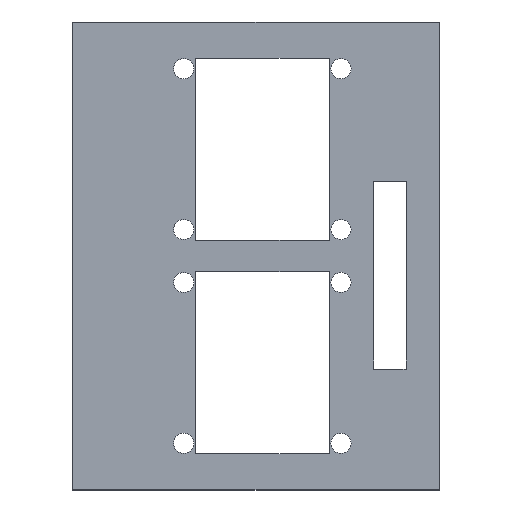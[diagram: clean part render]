
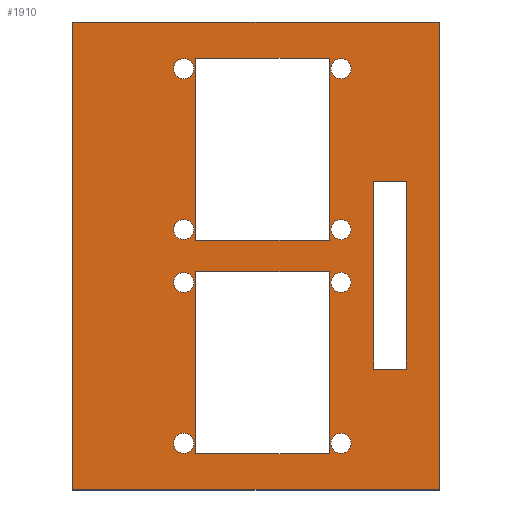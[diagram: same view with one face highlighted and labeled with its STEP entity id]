
A CAD part, top view. The second image highlights one B-rep face of the part: STEP entity #1910.
In plain terms, the highlighted planar face has unit normal (0, 0, 1).
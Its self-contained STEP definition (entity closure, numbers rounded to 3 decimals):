
#47=CIRCLE('',#2023,1.5);
#48=CIRCLE('',#2024,1.5);
#49=CIRCLE('',#2025,1.5);
#50=CIRCLE('',#2026,1.5);
#51=CIRCLE('',#2027,1.5);
#52=CIRCLE('',#2028,1.5);
#53=CIRCLE('',#2029,1.5);
#54=CIRCLE('',#2030,1.5);
#75=FACE_BOUND('',#212,.T.);
#76=FACE_BOUND('',#213,.T.);
#77=FACE_BOUND('',#214,.T.);
#78=FACE_BOUND('',#215,.T.);
#79=FACE_BOUND('',#216,.T.);
#80=FACE_BOUND('',#217,.T.);
#81=FACE_BOUND('',#218,.T.);
#82=FACE_BOUND('',#219,.T.);
#83=FACE_BOUND('',#220,.T.);
#84=FACE_BOUND('',#221,.T.);
#85=FACE_BOUND('',#222,.T.);
#100=FACE_OUTER_BOUND('',#211,.T.);
#211=EDGE_LOOP('',(#1363,#1364,#1365,#1366));
#212=EDGE_LOOP('',(#1367,#1368,#1369,#1370));
#213=EDGE_LOOP('',(#1371,#1372,#1373,#1374));
#214=EDGE_LOOP('',(#1375,#1376,#1377,#1378));
#215=EDGE_LOOP('',(#1379));
#216=EDGE_LOOP('',(#1380));
#217=EDGE_LOOP('',(#1381));
#218=EDGE_LOOP('',(#1382));
#219=EDGE_LOOP('',(#1383));
#220=EDGE_LOOP('',(#1384));
#221=EDGE_LOOP('',(#1385));
#222=EDGE_LOOP('',(#1386));
#329=LINE('',#2682,#576);
#331=LINE('',#2686,#578);
#337=LINE('',#2699,#584);
#345=LINE('',#2713,#592);
#374=LINE('',#2788,#621);
#377=LINE('',#2794,#624);
#378=LINE('',#2796,#625);
#379=LINE('',#2798,#626);
#380=LINE('',#2799,#627);
#381=LINE('',#2801,#628);
#382=LINE('',#2803,#629);
#383=LINE('',#2804,#630);
#384=LINE('',#2807,#631);
#385=LINE('',#2809,#632);
#386=LINE('',#2811,#633);
#387=LINE('',#2812,#634);
#576=VECTOR('',#2160,10.);
#578=VECTOR('',#2164,10.);
#584=VECTOR('',#2174,10.);
#592=VECTOR('',#2186,10.);
#621=VECTOR('',#2241,10.);
#624=VECTOR('',#2246,10.);
#625=VECTOR('',#2247,10.);
#626=VECTOR('',#2248,10.);
#627=VECTOR('',#2249,10.);
#628=VECTOR('',#2250,10.);
#629=VECTOR('',#2251,10.);
#630=VECTOR('',#2252,10.);
#631=VECTOR('',#2253,10.);
#632=VECTOR('',#2254,10.);
#633=VECTOR('',#2255,10.);
#634=VECTOR('',#2256,10.);
#820=VERTEX_POINT('',#2679);
#821=VERTEX_POINT('',#2681);
#822=VERTEX_POINT('',#2685);
#827=VERTEX_POINT('',#2698);
#863=VERTEX_POINT('',#2786);
#864=VERTEX_POINT('',#2787);
#865=VERTEX_POINT('',#2792);
#866=VERTEX_POINT('',#2793);
#867=VERTEX_POINT('',#2795);
#868=VERTEX_POINT('',#2797);
#869=VERTEX_POINT('',#2800);
#870=VERTEX_POINT('',#2802);
#871=VERTEX_POINT('',#2805);
#872=VERTEX_POINT('',#2806);
#873=VERTEX_POINT('',#2808);
#874=VERTEX_POINT('',#2810);
#875=VERTEX_POINT('',#2813);
#876=VERTEX_POINT('',#2815);
#877=VERTEX_POINT('',#2817);
#878=VERTEX_POINT('',#2819);
#879=VERTEX_POINT('',#2821);
#880=VERTEX_POINT('',#2823);
#881=VERTEX_POINT('',#2825);
#882=VERTEX_POINT('',#2827);
#1005=EDGE_CURVE('',#821,#820,#329,.T.);
#1007=EDGE_CURVE('',#822,#821,#331,.T.);
#1013=EDGE_CURVE('',#827,#822,#337,.T.);
#1021=EDGE_CURVE('',#820,#827,#345,.T.);
#1058=EDGE_CURVE('',#863,#864,#374,.T.);
#1061=EDGE_CURVE('',#865,#866,#377,.T.);
#1062=EDGE_CURVE('',#865,#867,#378,.T.);
#1063=EDGE_CURVE('',#868,#867,#379,.T.);
#1064=EDGE_CURVE('',#868,#866,#380,.T.);
#1065=EDGE_CURVE('',#869,#863,#381,.T.);
#1066=EDGE_CURVE('',#864,#870,#382,.T.);
#1067=EDGE_CURVE('',#870,#869,#383,.T.);
#1068=EDGE_CURVE('',#871,#872,#384,.T.);
#1069=EDGE_CURVE('',#872,#873,#385,.T.);
#1070=EDGE_CURVE('',#873,#874,#386,.T.);
#1071=EDGE_CURVE('',#874,#871,#387,.T.);
#1072=EDGE_CURVE('',#875,#875,#47,.T.);
#1073=EDGE_CURVE('',#876,#876,#48,.T.);
#1074=EDGE_CURVE('',#877,#877,#49,.T.);
#1075=EDGE_CURVE('',#878,#878,#50,.T.);
#1076=EDGE_CURVE('',#879,#879,#51,.T.);
#1077=EDGE_CURVE('',#880,#880,#52,.T.);
#1078=EDGE_CURVE('',#881,#881,#53,.T.);
#1079=EDGE_CURVE('',#882,#882,#54,.T.);
#1363=ORIENTED_EDGE('',*,*,#1061,.F.);
#1364=ORIENTED_EDGE('',*,*,#1062,.T.);
#1365=ORIENTED_EDGE('',*,*,#1063,.F.);
#1366=ORIENTED_EDGE('',*,*,#1064,.T.);
#1367=ORIENTED_EDGE('',*,*,#1007,.T.);
#1368=ORIENTED_EDGE('',*,*,#1005,.T.);
#1369=ORIENTED_EDGE('',*,*,#1021,.T.);
#1370=ORIENTED_EDGE('',*,*,#1013,.T.);
#1371=ORIENTED_EDGE('',*,*,#1065,.T.);
#1372=ORIENTED_EDGE('',*,*,#1058,.T.);
#1373=ORIENTED_EDGE('',*,*,#1066,.T.);
#1374=ORIENTED_EDGE('',*,*,#1067,.T.);
#1375=ORIENTED_EDGE('',*,*,#1068,.T.);
#1376=ORIENTED_EDGE('',*,*,#1069,.T.);
#1377=ORIENTED_EDGE('',*,*,#1070,.T.);
#1378=ORIENTED_EDGE('',*,*,#1071,.T.);
#1379=ORIENTED_EDGE('',*,*,#1072,.T.);
#1380=ORIENTED_EDGE('',*,*,#1073,.T.);
#1381=ORIENTED_EDGE('',*,*,#1074,.T.);
#1382=ORIENTED_EDGE('',*,*,#1075,.T.);
#1383=ORIENTED_EDGE('',*,*,#1076,.T.);
#1384=ORIENTED_EDGE('',*,*,#1077,.T.);
#1385=ORIENTED_EDGE('',*,*,#1078,.T.);
#1386=ORIENTED_EDGE('',*,*,#1079,.T.);
#1826=PLANE('',#2022);
#1910=ADVANCED_FACE('',(#100,#75,#76,#77,#78,#79,#80,#81,#82,#83,#84,#85),
#1826,.T.);
#2022=AXIS2_PLACEMENT_3D('',#2791,#2244,#2245);
#2023=AXIS2_PLACEMENT_3D('',#2814,#2257,#2258);
#2024=AXIS2_PLACEMENT_3D('',#2816,#2259,#2260);
#2025=AXIS2_PLACEMENT_3D('',#2818,#2261,#2262);
#2026=AXIS2_PLACEMENT_3D('',#2820,#2263,#2264);
#2027=AXIS2_PLACEMENT_3D('',#2822,#2265,#2266);
#2028=AXIS2_PLACEMENT_3D('',#2824,#2267,#2268);
#2029=AXIS2_PLACEMENT_3D('',#2826,#2269,#2270);
#2030=AXIS2_PLACEMENT_3D('',#2828,#2271,#2272);
#2160=DIRECTION('',(-1.,0.,0.));
#2164=DIRECTION('',(0.,-1.,0.));
#2174=DIRECTION('',(1.,0.,0.));
#2186=DIRECTION('',(0.,1.,0.));
#2241=DIRECTION('',(1.,0.,0.));
#2244=DIRECTION('center_axis',(0.,0.,1.));
#2245=DIRECTION('ref_axis',(-1.,0.,0.));
#2246=DIRECTION('',(1.,0.,0.));
#2247=DIRECTION('',(0.,-1.,0.));
#2248=DIRECTION('',(-1.,0.,0.));
#2249=DIRECTION('',(0.,1.,0.));
#2250=DIRECTION('',(0.,1.,0.));
#2251=DIRECTION('',(0.,-1.,0.));
#2252=DIRECTION('',(-1.,0.,0.));
#2253=DIRECTION('',(0.,1.,0.));
#2254=DIRECTION('',(1.,0.,0.));
#2255=DIRECTION('',(0.,-1.,0.));
#2256=DIRECTION('',(-1.,0.,0.));
#2257=DIRECTION('center_axis',(0.,0.,-1.));
#2258=DIRECTION('ref_axis',(-1.,0.,0.));
#2259=DIRECTION('center_axis',(0.,0.,-1.));
#2260=DIRECTION('ref_axis',(-1.,0.,0.));
#2261=DIRECTION('center_axis',(0.,0.,-1.));
#2262=DIRECTION('ref_axis',(-1.,0.,0.));
#2263=DIRECTION('center_axis',(0.,0.,-1.));
#2264=DIRECTION('ref_axis',(-1.,0.,0.));
#2265=DIRECTION('center_axis',(0.,0.,-1.));
#2266=DIRECTION('ref_axis',(-1.,0.,0.));
#2267=DIRECTION('center_axis',(0.,0.,-1.));
#2268=DIRECTION('ref_axis',(-1.,0.,0.));
#2269=DIRECTION('center_axis',(0.,0.,-1.));
#2270=DIRECTION('ref_axis',(-1.,0.,0.));
#2271=DIRECTION('center_axis',(0.,0.,-1.));
#2272=DIRECTION('ref_axis',(-1.,0.,0.));
#2679=CARTESIAN_POINT('',(48.722,31.838,35.718));
#2681=CARTESIAN_POINT('',(53.576,31.838,35.718));
#2682=CARTESIAN_POINT('',(55.075,31.838,35.718));
#2685=CARTESIAN_POINT('',(53.576,59.896,35.718));
#2686=CARTESIAN_POINT('',(53.576,37.338,35.718));
#2698=CARTESIAN_POINT('',(48.722,59.896,35.718));
#2699=CARTESIAN_POINT('',(52.648,59.896,35.718));
#2713=CARTESIAN_POINT('',(48.722,23.309,35.718));
#2786=CARTESIAN_POINT('',(22.179,78.297,35.718));
#2787=CARTESIAN_POINT('',(42.079,78.297,35.718));
#2788=CARTESIAN_POINT('',(47.876,78.297,35.718));
#2791=CARTESIAN_POINT('Origin',(56.573,14.779,35.718));
#2792=CARTESIAN_POINT('',(3.751,83.68,35.718));
#2793=CARTESIAN_POINT('',(58.574,83.68,35.718));
#2794=CARTESIAN_POINT('',(5.234,83.68,35.718));
#2795=CARTESIAN_POINT('',(3.751,13.78,35.718));
#2796=CARTESIAN_POINT('',(3.751,14.779,35.718));
#2797=CARTESIAN_POINT('',(58.574,13.78,35.718));
#2798=CARTESIAN_POINT('',(56.573,13.78,35.718));
#2799=CARTESIAN_POINT('',(58.574,82.7,35.718));
#2800=CARTESIAN_POINT('',(22.179,51.097,35.718));
#2801=CARTESIAN_POINT('',(22.179,46.438,35.718));
#2802=CARTESIAN_POINT('',(42.079,51.097,35.718));
#2803=CARTESIAN_POINT('',(42.079,46.438,35.718));
#2804=CARTESIAN_POINT('',(49.226,51.097,35.718));
#2805=CARTESIAN_POINT('',(22.179,19.152,35.718));
#2806=CARTESIAN_POINT('',(22.179,46.352,35.718));
#2807=CARTESIAN_POINT('',(22.179,17.066,35.718));
#2808=CARTESIAN_POINT('',(42.079,46.352,35.718));
#2809=CARTESIAN_POINT('',(47.876,46.352,35.718));
#2810=CARTESIAN_POINT('',(42.079,19.152,35.718));
#2811=CARTESIAN_POINT('',(42.079,17.066,35.718));
#2812=CARTESIAN_POINT('',(39.476,19.152,35.718));
#2813=CARTESIAN_POINT('',(45.356,76.713,35.718));
#2814=CARTESIAN_POINT('Origin',(43.856,76.713,35.718));
#2815=CARTESIAN_POINT('',(45.356,44.769,35.718));
#2816=CARTESIAN_POINT('Origin',(43.856,44.769,35.718));
#2817=CARTESIAN_POINT('',(45.356,20.736,35.718));
#2818=CARTESIAN_POINT('Origin',(43.856,20.736,35.718));
#2819=CARTESIAN_POINT('',(21.856,52.68,35.718));
#2820=CARTESIAN_POINT('Origin',(20.356,52.68,35.718));
#2821=CARTESIAN_POINT('',(21.856,44.769,35.718));
#2822=CARTESIAN_POINT('Origin',(20.356,44.769,35.718));
#2823=CARTESIAN_POINT('',(21.856,76.713,35.718));
#2824=CARTESIAN_POINT('Origin',(20.356,76.713,35.718));
#2825=CARTESIAN_POINT('',(45.356,52.68,35.718));
#2826=CARTESIAN_POINT('Origin',(43.856,52.68,35.718));
#2827=CARTESIAN_POINT('',(21.856,20.736,35.718));
#2828=CARTESIAN_POINT('Origin',(20.356,20.736,35.718));
